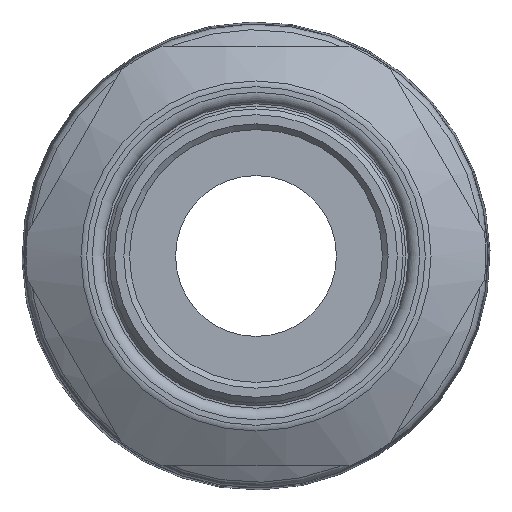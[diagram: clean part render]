
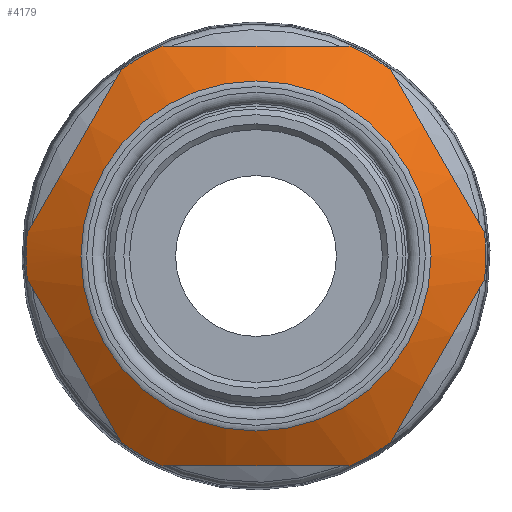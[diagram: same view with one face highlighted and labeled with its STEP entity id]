
A CAD part, front view. The second image highlights one B-rep face of the part: STEP entity #4179.
In plain terms, the highlighted conical face has half-angle 60 degrees and reference radius 17.78 mm.
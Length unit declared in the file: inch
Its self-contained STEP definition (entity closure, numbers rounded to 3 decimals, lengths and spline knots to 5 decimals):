
#194=(
BOUNDED_CURVE()
B_SPLINE_CURVE(2,(#10172,#10173,#10174),.UNSPECIFIED.,.F.,.F.)
B_SPLINE_CURVE_WITH_KNOTS((3,3),(0.,1.67512),.UNSPECIFIED.)
CURVE()
GEOMETRIC_REPRESENTATION_ITEM()
RATIONAL_B_SPLINE_CURVE((1.,1.096,1.))
REPRESENTATION_ITEM('')
);
#195=(
BOUNDED_CURVE()
B_SPLINE_CURVE(2,(#10178,#10179,#10180),.UNSPECIFIED.,.F.,.F.)
B_SPLINE_CURVE_WITH_KNOTS((3,3),(0.,1.67512),.UNSPECIFIED.)
CURVE()
GEOMETRIC_REPRESENTATION_ITEM()
RATIONAL_B_SPLINE_CURVE((1.,1.096,1.))
REPRESENTATION_ITEM('')
);
#196=(
BOUNDED_CURVE()
B_SPLINE_CURVE(2,(#10184,#10185,#10186),.UNSPECIFIED.,.F.,.F.)
B_SPLINE_CURVE_WITH_KNOTS((3,3),(0.,1.67512),.UNSPECIFIED.)
CURVE()
GEOMETRIC_REPRESENTATION_ITEM()
RATIONAL_B_SPLINE_CURVE((1.,1.096,1.))
REPRESENTATION_ITEM('')
);
#197=(
BOUNDED_CURVE()
B_SPLINE_CURVE(2,(#10190,#10191,#10192),.UNSPECIFIED.,.F.,.F.)
B_SPLINE_CURVE_WITH_KNOTS((3,3),(0.,1.67512),.UNSPECIFIED.)
CURVE()
GEOMETRIC_REPRESENTATION_ITEM()
RATIONAL_B_SPLINE_CURVE((1.,1.096,1.))
REPRESENTATION_ITEM('')
);
#198=(
BOUNDED_CURVE()
B_SPLINE_CURVE(2,(#10196,#10197,#10198),.UNSPECIFIED.,.F.,.F.)
B_SPLINE_CURVE_WITH_KNOTS((3,3),(0.,1.67512),.UNSPECIFIED.)
CURVE()
GEOMETRIC_REPRESENTATION_ITEM()
RATIONAL_B_SPLINE_CURVE((1.,1.096,1.))
REPRESENTATION_ITEM('')
);
#199=(
BOUNDED_CURVE()
B_SPLINE_CURVE(2,(#10202,#10203,#10204),.UNSPECIFIED.,.F.,.F.)
B_SPLINE_CURVE_WITH_KNOTS((3,3),(0.,1.67512),.UNSPECIFIED.)
CURVE()
GEOMETRIC_REPRESENTATION_ITEM()
RATIONAL_B_SPLINE_CURVE((1.,1.096,1.))
REPRESENTATION_ITEM('')
);
#654=FACE_OUTER_BOUND('',#930,.T.);
#930=EDGE_LOOP('',(#3426,#3427,#3428,#3429,#3430,#3431,#3432,#3433,#3434,
#3435,#3436,#3437,#3438,#3439,#3440,#3441));
#1097=LINE('',#10168,#1237);
#1237=VECTOR('',#5696,0.7);
#1467=CIRCLE('',#4661,0.60928);
#1469=CIRCLE('',#4665,0.8);
#1470=CIRCLE('',#4666,0.8);
#1471=CIRCLE('',#4667,0.8);
#1472=CIRCLE('',#4668,0.8);
#1473=CIRCLE('',#4669,0.8);
#1474=CIRCLE('',#4670,0.8);
#1475=CIRCLE('',#4671,0.8);
#1811=VERTEX_POINT('',#10160);
#1813=VERTEX_POINT('',#10167);
#1814=VERTEX_POINT('',#10169);
#1815=VERTEX_POINT('',#10171);
#1816=VERTEX_POINT('',#10175);
#1817=VERTEX_POINT('',#10177);
#1818=VERTEX_POINT('',#10181);
#1819=VERTEX_POINT('',#10183);
#1820=VERTEX_POINT('',#10187);
#1821=VERTEX_POINT('',#10189);
#1822=VERTEX_POINT('',#10193);
#1823=VERTEX_POINT('',#10195);
#1824=VERTEX_POINT('',#10199);
#1825=VERTEX_POINT('',#10201);
#2360=EDGE_CURVE('',#1811,#1811,#1467,.T.);
#2362=EDGE_CURVE('',#1811,#1813,#1097,.T.);
#2363=EDGE_CURVE('',#1814,#1813,#1469,.T.);
#2364=EDGE_CURVE('',#1815,#1814,#194,.T.);
#2365=EDGE_CURVE('',#1816,#1815,#1470,.T.);
#2366=EDGE_CURVE('',#1817,#1816,#195,.T.);
#2367=EDGE_CURVE('',#1818,#1817,#1471,.T.);
#2368=EDGE_CURVE('',#1819,#1818,#196,.T.);
#2369=EDGE_CURVE('',#1820,#1819,#1472,.T.);
#2370=EDGE_CURVE('',#1821,#1820,#197,.T.);
#2371=EDGE_CURVE('',#1822,#1821,#1473,.T.);
#2372=EDGE_CURVE('',#1823,#1822,#198,.T.);
#2373=EDGE_CURVE('',#1824,#1823,#1474,.T.);
#2374=EDGE_CURVE('',#1825,#1824,#199,.T.);
#2375=EDGE_CURVE('',#1813,#1825,#1475,.T.);
#3426=ORIENTED_EDGE('',*,*,#2360,.F.);
#3427=ORIENTED_EDGE('',*,*,#2362,.T.);
#3428=ORIENTED_EDGE('',*,*,#2363,.F.);
#3429=ORIENTED_EDGE('',*,*,#2364,.F.);
#3430=ORIENTED_EDGE('',*,*,#2365,.F.);
#3431=ORIENTED_EDGE('',*,*,#2366,.F.);
#3432=ORIENTED_EDGE('',*,*,#2367,.F.);
#3433=ORIENTED_EDGE('',*,*,#2368,.F.);
#3434=ORIENTED_EDGE('',*,*,#2369,.F.);
#3435=ORIENTED_EDGE('',*,*,#2370,.F.);
#3436=ORIENTED_EDGE('',*,*,#2371,.F.);
#3437=ORIENTED_EDGE('',*,*,#2372,.F.);
#3438=ORIENTED_EDGE('',*,*,#2373,.F.);
#3439=ORIENTED_EDGE('',*,*,#2374,.F.);
#3440=ORIENTED_EDGE('',*,*,#2375,.F.);
#3441=ORIENTED_EDGE('',*,*,#2362,.F.);
#3693=CONICAL_SURFACE('',#4664,0.7,1.047);
#4179=ADVANCED_FACE('',(#654),#3693,.T.);
#4661=AXIS2_PLACEMENT_3D('',#10162,#5688,#5689);
#4664=AXIS2_PLACEMENT_3D('',#10166,#5694,#5695);
#4665=AXIS2_PLACEMENT_3D('',#10170,#5697,#5698);
#4666=AXIS2_PLACEMENT_3D('',#10176,#5699,#5700);
#4667=AXIS2_PLACEMENT_3D('',#10182,#5701,#5702);
#4668=AXIS2_PLACEMENT_3D('',#10188,#5703,#5704);
#4669=AXIS2_PLACEMENT_3D('',#10194,#5705,#5706);
#4670=AXIS2_PLACEMENT_3D('',#10200,#5707,#5708);
#4671=AXIS2_PLACEMENT_3D('',#10205,#5709,#5710);
#5688=DIRECTION('center_axis',(0.,-1.,0.));
#5689=DIRECTION('ref_axis',(-1.,0.,0.));
#5694=DIRECTION('center_axis',(0.,1.,0.));
#5695=DIRECTION('ref_axis',(1.,0.,0.));
#5696=DIRECTION('',(-0.866,0.5,0.));
#5697=DIRECTION('center_axis',(0.,1.,0.));
#5698=DIRECTION('ref_axis',(-1.,0.,0.));
#5699=DIRECTION('center_axis',(0.,1.,0.));
#5700=DIRECTION('ref_axis',(-1.,0.,0.));
#5701=DIRECTION('center_axis',(0.,1.,0.));
#5702=DIRECTION('ref_axis',(-1.,0.,0.));
#5703=DIRECTION('center_axis',(0.,1.,0.));
#5704=DIRECTION('ref_axis',(-1.,0.,0.));
#5705=DIRECTION('center_axis',(0.,1.,0.));
#5706=DIRECTION('ref_axis',(-1.,0.,0.));
#5707=DIRECTION('center_axis',(0.,1.,0.));
#5708=DIRECTION('ref_axis',(-1.,0.,0.));
#5709=DIRECTION('center_axis',(0.,1.,0.));
#5710=DIRECTION('ref_axis',(-1.,0.,0.));
#10160=CARTESIAN_POINT('',(-0.60928,-2.07129,0.));
#10162=CARTESIAN_POINT('Origin',(0.,-2.07129,
0.));
#10166=CARTESIAN_POINT('Origin',(0.,-2.01892,
0.));
#10167=CARTESIAN_POINT('',(-0.8,-1.96118,0.));
#10168=CARTESIAN_POINT('',(-0.7,-2.01892,0.));
#10169=CARTESIAN_POINT('',(-0.79583,-1.96118,-0.08158));
#10170=CARTESIAN_POINT('Origin',(0.,-1.96118,
0.));
#10171=CARTESIAN_POINT('',(-0.46857,-1.96118,-0.64842));
#10172=CARTESIAN_POINT('Ctrl Pts',(-0.46857,-1.96118,
-0.64842));
#10173=CARTESIAN_POINT('Ctrl Pts',(-0.6322,-2.03848,
-0.365));
#10174=CARTESIAN_POINT('Ctrl Pts',(-0.79583,-1.96118,
-0.08158));
#10175=CARTESIAN_POINT('',(-0.32726,-1.96118,-0.73));
#10176=CARTESIAN_POINT('Origin',(0.,-1.96118,
0.));
#10177=CARTESIAN_POINT('',(0.32726,-1.96118,-0.73));
#10178=CARTESIAN_POINT('Ctrl Pts',(0.32726,-1.96118,
-0.73));
#10179=CARTESIAN_POINT('Ctrl Pts',(0.,-2.03848,
-0.73));
#10180=CARTESIAN_POINT('Ctrl Pts',(-0.32726,-1.96118,
-0.73));
#10181=CARTESIAN_POINT('',(0.46857,-1.96118,-0.64842));
#10182=CARTESIAN_POINT('Origin',(0.,-1.96118,
0.));
#10183=CARTESIAN_POINT('',(0.79583,-1.96118,-0.08158));
#10184=CARTESIAN_POINT('Ctrl Pts',(0.79583,-1.96118,
-0.08158));
#10185=CARTESIAN_POINT('Ctrl Pts',(0.6322,-2.03848,
-0.365));
#10186=CARTESIAN_POINT('Ctrl Pts',(0.46857,-1.96118,
-0.64842));
#10187=CARTESIAN_POINT('',(0.79583,-1.96118,0.08158));
#10188=CARTESIAN_POINT('Origin',(0.,-1.96118,
0.));
#10189=CARTESIAN_POINT('',(0.46857,-1.96118,0.64842));
#10190=CARTESIAN_POINT('Ctrl Pts',(0.46857,-1.96118,
0.64842));
#10191=CARTESIAN_POINT('Ctrl Pts',(0.6322,-2.03848,
0.365));
#10192=CARTESIAN_POINT('Ctrl Pts',(0.79583,-1.96118,
0.08158));
#10193=CARTESIAN_POINT('',(0.32726,-1.96118,0.73));
#10194=CARTESIAN_POINT('Origin',(0.,-1.96118,
0.));
#10195=CARTESIAN_POINT('',(-0.32726,-1.96118,0.73));
#10196=CARTESIAN_POINT('Ctrl Pts',(-0.32726,-1.96118,
0.73));
#10197=CARTESIAN_POINT('Ctrl Pts',(0.,-2.03848,
0.73));
#10198=CARTESIAN_POINT('Ctrl Pts',(0.32726,-1.96118,
0.73));
#10199=CARTESIAN_POINT('',(-0.46857,-1.96118,0.64842));
#10200=CARTESIAN_POINT('Origin',(0.,-1.96118,
0.));
#10201=CARTESIAN_POINT('',(-0.79583,-1.96118,0.08158));
#10202=CARTESIAN_POINT('Ctrl Pts',(-0.79583,-1.96118,
0.08158));
#10203=CARTESIAN_POINT('Ctrl Pts',(-0.6322,-2.03848,
0.365));
#10204=CARTESIAN_POINT('Ctrl Pts',(-0.46857,-1.96118,
0.64842));
#10205=CARTESIAN_POINT('Origin',(0.,-1.96118,
0.));
